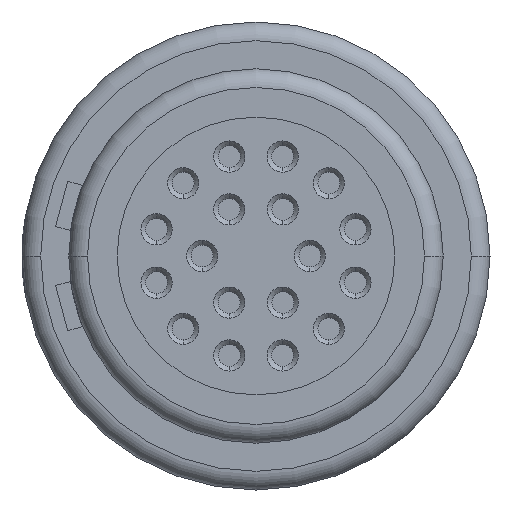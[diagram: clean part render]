
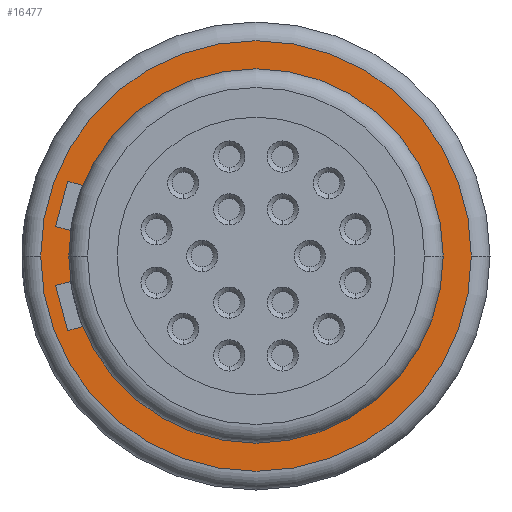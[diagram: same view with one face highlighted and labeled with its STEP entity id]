
A CAD part, left-side view. The second image highlights one B-rep face of the part: STEP entity #16477.
In plain terms, the highlighted planar face has unit normal (-1, 0, 0).
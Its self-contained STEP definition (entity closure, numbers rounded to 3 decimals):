
#6076=CARTESIAN_POINT('',(-3.3,0.,0.));
#6077=DIRECTION('',(-1.,0.,0.));
#6078=DIRECTION('',(0.,1.,0.));
#6079=AXIS2_PLACEMENT_3D('',#6076,#6077,#6078);
#6185=CARTESIAN_POINT('',(-3.3,0.,0.));
#6186=DIRECTION('',(1.,0.,0.));
#6187=DIRECTION('',(0.,1.,0.));
#6188=AXIS2_PLACEMENT_3D('',#6185,#6186,#6187);
#6279=CARTESIAN_POINT('',(-3.3,0.,0.));
#6280=DIRECTION('',(-1.,0.,0.));
#6281=DIRECTION('',(0.,-1.,0.));
#6282=AXIS2_PLACEMENT_3D('',#6279,#6280,#6281);
#6287=CARTESIAN_POINT('',(-3.3,0.,0.));
#6288=DIRECTION('',(-1.,0.,0.));
#6289=DIRECTION('',(0.,1.,0.));
#6290=AXIS2_PLACEMENT_3D('',#6287,#6288,#6289);
#7920=CARTESIAN_POINT('',(-3.3,6.,0.));
#7921=CARTESIAN_POINT('',(-3.3,-6.,0.));
#7922=VERTEX_POINT('',#7920);
#7923=VERTEX_POINT('',#7921);
#7992=CARTESIAN_POINT('',(-3.3,-6.9,0.));
#7993=CARTESIAN_POINT('',(-3.3,6.9,0.));
#7994=VERTEX_POINT('',#7992);
#7995=VERTEX_POINT('',#7993);
#16462=CARTESIAN_POINT('',(-3.3,0.,0.));
#16463=DIRECTION('',(1.,0.,0.));
#16464=DIRECTION('',(0.,-1.,0.));
#16465=AXIS2_PLACEMENT_3D('',#16462,#16463,#16464);
#16466=PLANE('',#16465);
#16468=ORIENTED_EDGE('',*,*,#16467,.F.);
#16470=ORIENTED_EDGE('',*,*,#16469,.F.);
#16471=EDGE_LOOP('',(#16468,#16470));
#16472=FACE_OUTER_BOUND('',#16471,.F.);
#16473=ORIENTED_EDGE('',*,*,#16336,.F.);
#16474=ORIENTED_EDGE('',*,*,#16202,.T.);
#16475=EDGE_LOOP('',(#16473,#16474));
#16476=FACE_BOUND('',#16475,.F.);
#6080=CIRCLE('',#6079,6.);
#6189=CIRCLE('',#6188,6.);
#6283=CIRCLE('',#6282,6.9);
#6291=CIRCLE('',#6290,6.9);
#16202=EDGE_CURVE('',#7922,#7923,#6080,.T.);
#16336=EDGE_CURVE('',#7922,#7923,#6189,.T.);
#16467=EDGE_CURVE('',#7994,#7995,#6283,.T.);
#16469=EDGE_CURVE('',#7995,#7994,#6291,.T.);
#16477=ADVANCED_FACE('',(#16472,#16476),#16466,.F.);
